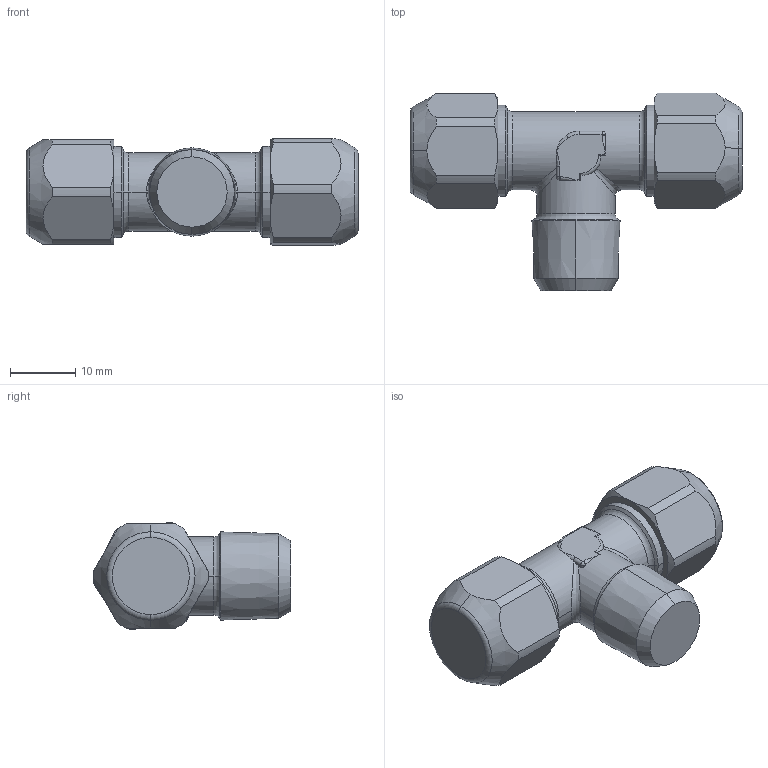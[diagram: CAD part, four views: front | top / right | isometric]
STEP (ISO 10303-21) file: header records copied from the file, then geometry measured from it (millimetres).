
FILE_DESCRIPTION (( 'STEP AP214' ), '1' );
FILE_NAME ('6120000008A.step', '2012-10-16T17:30:49', ( '' ), ( '' ), 'SwSTEP 2.0', 'SolidWorks 2012', '' );
FILE_SCHEMA (( 'AUTOMOTIVE_DESIGN' ));
Length unit declared in the file: millimetre
Products named in the file (1): 6120000008A
Bounding box: 51 x 30.35 x 16.4 mm (x, y, z)
Volume: 10568.2 mm3; surface area: 3470.5 mm2
Topology: 1 solids, 1 shells, 127 faces, 323 edges, 184 vertices
Faces by surface type: cylinder 40, plane 27, cone 26, bspline 16, torus 14, sphere 4
Entity records: 4388 total; most frequent: CARTESIAN_POINT 1554, ORIENTED_EDGE 614, DIRECTION 569, EDGE_CURVE 307, AXIS2_PLACEMENT_3D 242, VERTEX_POINT 184, CIRCLE 130, EDGE_LOOP 129
